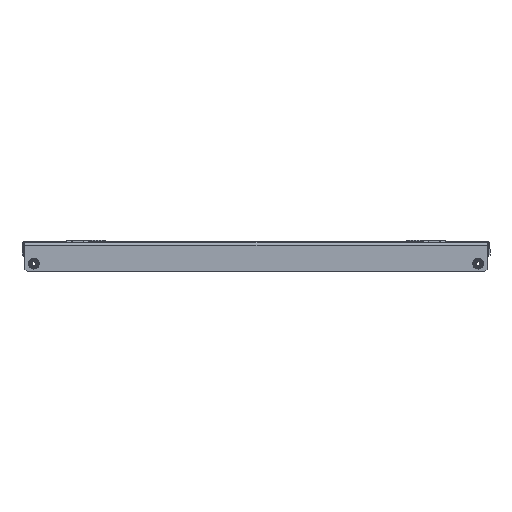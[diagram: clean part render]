
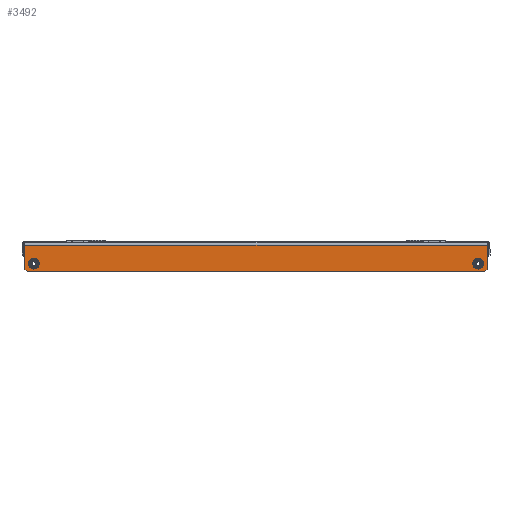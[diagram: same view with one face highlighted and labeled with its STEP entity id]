
A CAD part, left-side view. The second image highlights one B-rep face of the part: STEP entity #3492.
In plain terms, the highlighted planar face has unit normal (-1, 0, 0).
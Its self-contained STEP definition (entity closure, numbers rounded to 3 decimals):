
#218 = DIRECTION ( 'NONE',  ( 0., -0.707, 0.707 ) ) ;
#238 = CARTESIAN_POINT ( 'NONE',  ( -11.5, -299., -26.5 ) ) ;
#696 = FACE_OUTER_BOUND ( 'NONE', #1717, .T. ) ;
#844 = CARTESIAN_POINT ( 'NONE',  ( -11.5, -311., 0. ) ) ;
#1254 = CARTESIAN_POINT ( 'NONE',  ( -11.5, 291.701, -26.5 ) ) ;
#1449 = DIRECTION ( 'NONE',  ( 0., -0.707, -0.707 ) ) ;
#1717 = EDGE_LOOP ( 'NONE', ( #15491, #11224, #17125, #10445, #17893, #13309 ) ) ;
#1927 = CIRCLE ( 'NONE', #16970, 7.299 ) ;
#2025 = EDGE_CURVE ( 'NONE', #10885, #9069, #12788, .T. ) ;
#2232 = VERTEX_POINT ( 'NONE', #12765 ) ;
#2629 = EDGE_CURVE ( 'NONE', #9069, #10885, #14768, .T. ) ;
#2832 = VERTEX_POINT ( 'NONE', #1254 ) ;
#2896 = DIRECTION ( 'NONE',  ( 0., -1., 0. ) ) ;
#3156 = VERTEX_POINT ( 'NONE', #11774 ) ;
#3193 = LINE ( 'NONE', #15787, #15960 ) ;
#3492 = ADVANCED_FACE ( 'NONE', ( #696, #6945, #5147 ), #7916, .F. ) ;
#3527 = CARTESIAN_POINT ( 'NONE',  ( -11.5, 306.299, -26.5 ) ) ;
#3992 = AXIS2_PLACEMENT_3D ( 'NONE', #844, #16312, #17954 ) ;
#4583 = AXIS2_PLACEMENT_3D ( 'NONE', #10537, #7883, #10419 ) ;
#4584 = ORIENTED_EDGE ( 'NONE', *, *, #2025, .F. ) ;
#4867 = CARTESIAN_POINT ( 'NONE',  ( -11.5, 308., -37.5 ) ) ;
#5147 = FACE_BOUND ( 'NONE', #7357, .T. ) ;
#6085 = DIRECTION ( 'NONE',  ( 0., -1., 0. ) ) ;
#6112 = EDGE_CURVE ( 'NONE', #6765, #3156, #7311, .T. ) ;
#6371 = LINE ( 'NONE', #11246, #10606 ) ;
#6419 = LINE ( 'NONE', #7280, #18274 ) ;
#6656 = CARTESIAN_POINT ( 'NONE',  ( -11.5, -291.701, -26.5 ) ) ;
#6763 = EDGE_CURVE ( 'NONE', #18360, #2832, #1927, .T. ) ;
#6765 = VERTEX_POINT ( 'NONE', #8036 ) ;
#6945 = FACE_BOUND ( 'NONE', #16641, .T. ) ;
#7166 = DIRECTION ( 'NONE',  ( 1., 0., 0. ) ) ;
#7280 = CARTESIAN_POINT ( 'NONE',  ( -11.5, -311., -1.879 ) ) ;
#7311 = LINE ( 'NONE', #16154, #13348 ) ;
#7357 = EDGE_LOOP ( 'NONE', ( #4584, #9895 ) ) ;
#7389 = EDGE_CURVE ( 'NONE', #16772, #11933, #6371, .T. ) ;
#7883 = DIRECTION ( 'NONE',  ( -1., 0., 0. ) ) ;
#7916 = PLANE ( 'NONE',  #3992 ) ;
#8036 = CARTESIAN_POINT ( 'NONE',  ( -11.5, -311., -34.5 ) ) ;
#8511 = EDGE_CURVE ( 'NONE', #17776, #2232, #3193, .T. ) ;
#9069 = VERTEX_POINT ( 'NONE', #6656 ) ;
#9532 = AXIS2_PLACEMENT_3D ( 'NONE', #238, #13278, #6085 ) ;
#9853 = CARTESIAN_POINT ( 'NONE',  ( -11.5, 311., -1.879 ) ) ;
#9895 = ORIENTED_EDGE ( 'NONE', *, *, #2629, .F. ) ;
#10419 = DIRECTION ( 'NONE',  ( 0., -1., 0. ) ) ;
#10445 = ORIENTED_EDGE ( 'NONE', *, *, #16969, .F. ) ;
#10537 = CARTESIAN_POINT ( 'NONE',  ( -11.5, -299., -26.5 ) ) ;
#10606 = VECTOR ( 'NONE', #15456, 1000. ) ;
#10885 = VERTEX_POINT ( 'NONE', #14908 ) ;
#11224 = ORIENTED_EDGE ( 'NONE', *, *, #14797, .T. ) ;
#11246 = CARTESIAN_POINT ( 'NONE',  ( -11.5, 311., 0. ) ) ;
#11774 = CARTESIAN_POINT ( 'NONE',  ( -11.5, -311., -1.879 ) ) ;
#11933 = VERTEX_POINT ( 'NONE', #15694 ) ;
#12765 = CARTESIAN_POINT ( 'NONE',  ( -11.5, -308., -37.5 ) ) ;
#12788 = CIRCLE ( 'NONE', #9532, 7.299 ) ;
#13278 = DIRECTION ( 'NONE',  ( -1., 0., 0. ) ) ;
#13309 = ORIENTED_EDGE ( 'NONE', *, *, #16184, .T. ) ;
#13348 = VECTOR ( 'NONE', #14664, 1000. ) ;
#13417 = CIRCLE ( 'NONE', #14678, 7.299 ) ;
#13774 = CARTESIAN_POINT ( 'NONE',  ( -11.5, 299., -26.5 ) ) ;
#14046 = EDGE_CURVE ( 'NONE', #2832, #18360, #13417, .T. ) ;
#14230 = DIRECTION ( 'NONE',  ( 0., 1., 0. ) ) ;
#14278 = CARTESIAN_POINT ( 'NONE',  ( -11.5, -311., -34.5 ) ) ;
#14429 = CARTESIAN_POINT ( 'NONE',  ( -11.5, 308., -37.5 ) ) ;
#14531 = DIRECTION ( 'NONE',  ( 0., -1., 0. ) ) ;
#14549 = LINE ( 'NONE', #14278, #15447 ) ;
#14664 = DIRECTION ( 'NONE',  ( 0., 0., 1. ) ) ;
#14678 = AXIS2_PLACEMENT_3D ( 'NONE', #17091, #7166, #14230 ) ;
#14768 = CIRCLE ( 'NONE', #4583, 7.299 ) ;
#14797 = EDGE_CURVE ( 'NONE', #2232, #6765, #14549, .T. ) ;
#14908 = CARTESIAN_POINT ( 'NONE',  ( -11.5, -306.299, -26.5 ) ) ;
#14936 = VECTOR ( 'NONE', #1449, 1000. ) ;
#15145 = DIRECTION ( 'NONE',  ( 1., 0., 0. ) ) ;
#15447 = VECTOR ( 'NONE', #218, 1000. ) ;
#15456 = DIRECTION ( 'NONE',  ( 0., 0., -1. ) ) ;
#15491 = ORIENTED_EDGE ( 'NONE', *, *, #8511, .T. ) ;
#15694 = CARTESIAN_POINT ( 'NONE',  ( -11.5, 311., -34.5 ) ) ;
#15695 = ORIENTED_EDGE ( 'NONE', *, *, #6763, .T. ) ;
#15787 = CARTESIAN_POINT ( 'NONE',  ( -11.5, -311., -37.5 ) ) ;
#15960 = VECTOR ( 'NONE', #2896, 1000. ) ;
#16154 = CARTESIAN_POINT ( 'NONE',  ( -11.5, -311., 0. ) ) ;
#16184 = EDGE_CURVE ( 'NONE', #11933, #17776, #17383, .T. ) ;
#16312 = DIRECTION ( 'NONE',  ( 1., 0., 0. ) ) ;
#16562 = DIRECTION ( 'NONE',  ( 0., 1., 0. ) ) ;
#16641 = EDGE_LOOP ( 'NONE', ( #15695, #16825 ) ) ;
#16772 = VERTEX_POINT ( 'NONE', #9853 ) ;
#16825 = ORIENTED_EDGE ( 'NONE', *, *, #14046, .T. ) ;
#16969 = EDGE_CURVE ( 'NONE', #16772, #3156, #6419, .T. ) ;
#16970 = AXIS2_PLACEMENT_3D ( 'NONE', #13774, #15145, #16562 ) ;
#17091 = CARTESIAN_POINT ( 'NONE',  ( -11.5, 299., -26.5 ) ) ;
#17125 = ORIENTED_EDGE ( 'NONE', *, *, #6112, .T. ) ;
#17383 = LINE ( 'NONE', #14429, #14936 ) ;
#17776 = VERTEX_POINT ( 'NONE', #4867 ) ;
#17893 = ORIENTED_EDGE ( 'NONE', *, *, #7389, .T. ) ;
#17954 = DIRECTION ( 'NONE',  ( 0., 0., -1. ) ) ;
#18274 = VECTOR ( 'NONE', #14531, 1000. ) ;
#18360 = VERTEX_POINT ( 'NONE', #3527 ) ;
